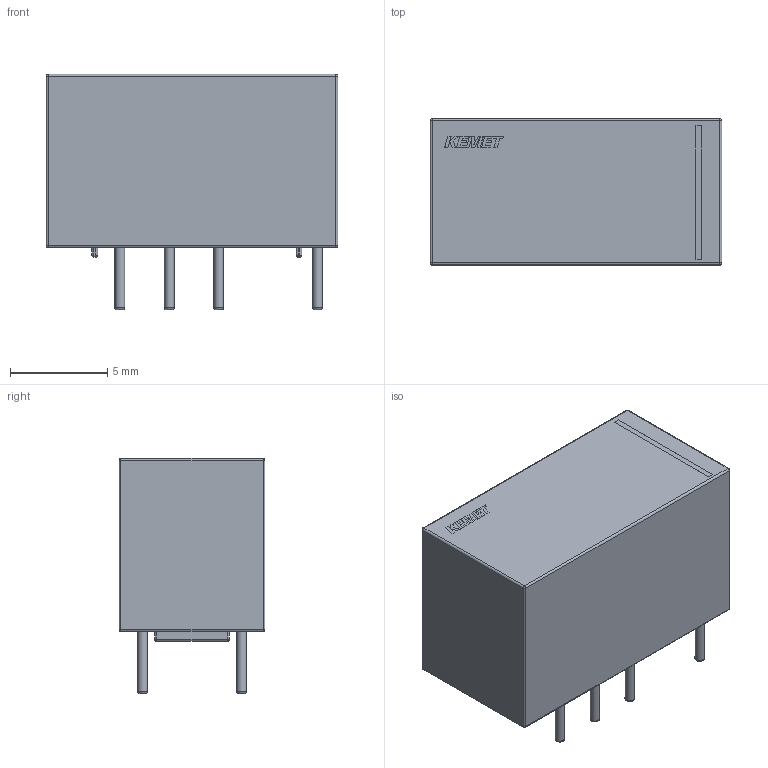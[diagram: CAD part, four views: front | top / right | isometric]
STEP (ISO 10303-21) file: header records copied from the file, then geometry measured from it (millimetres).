
FILE_DESCRIPTION(/* description */ (''),/* implementation_level */ '2;1');
FILE_NAME(/* name */ 'EC2-24NU.stp',/* time_stamp */ '2020-04-21T09:51:00+02:00',/* author */ ('Lord_voldmort'),/* organization */ (''),/* preprocessor_version */ 'ST-DEVELOPER v17.2',/* originating_system */ 'Autodesk Inventor 2019',/* authorisation */ '');
FILE_SCHEMA (('AUTOMOTIVE_DESIGN { 1 0 10303 214 3 1 1 }'));
Length unit declared in the file: millimetre
Products named in the file (5): EC2-24NU; Body; Leads; KEMET; bar
Assembly tree (4 placements, depth 2):
  EC2-24NU
    Body
    Leads
    KEMET
    bar
Bounding box: 15 x 7.5 x 12.1 mm (x, y, z)
Volume: 1007.1 mm3; surface area: 676.5 mm2
Topology: 13 solids, 13 shells, 201 faces, 479 edges, 306 vertices
Faces by surface type: plane 90, bspline 51, cylinder 36, sphere 16, torus 8
Full cylindrical faces by diameter (mm): 0.5 x8
Entity records: 6251 total; most frequent: CARTESIAN_POINT 1658, ORIENTED_EDGE 958, DIRECTION 799, EDGE_CURVE 479, VERTEX_POINT 306, LINE 273, VECTOR 273, AXIS2_PLACEMENT_3D 263
